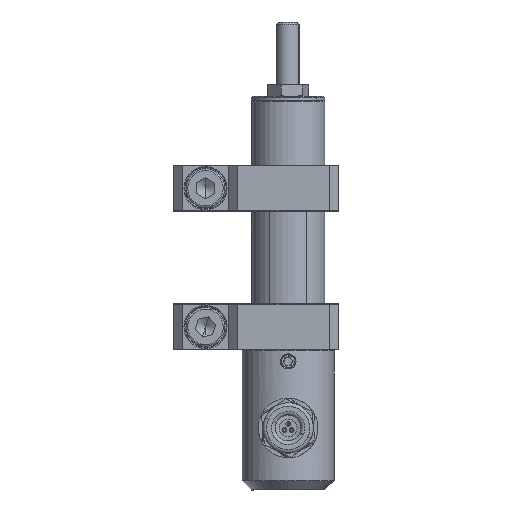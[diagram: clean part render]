
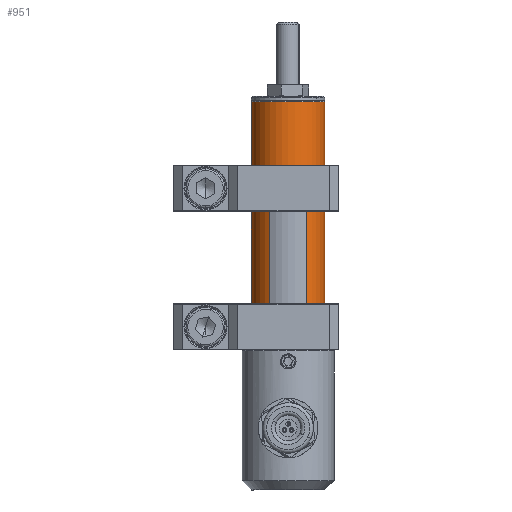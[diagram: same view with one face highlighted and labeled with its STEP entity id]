
A CAD part, front view. The second image highlights one B-rep face of the part: STEP entity #951.
In plain terms, the highlighted cylindrical face has radius 8 mm (diameter 16 mm), a partial arc.
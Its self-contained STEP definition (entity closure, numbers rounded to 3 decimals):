
#930 = ORIENTED_EDGE ( 'NONE', *, *, #952, .T. ) ;
#931 = VERTEX_POINT ( 'NONE', #6704 ) ;
#932 = VERTEX_POINT ( 'NONE', #6701 ) ;
#935 = EDGE_CURVE ( 'NONE', #932, #949, #6619, .T. ) ;
#936 = EDGE_CURVE ( 'NONE', #931, #1074, #6610, .T. ) ;
#949 = VERTEX_POINT ( 'NONE', #6480 ) ;
#951 = ADVANCED_FACE ( 'NONE', ( #6471 ), #6490, .T. ) ;
#952 = EDGE_CURVE ( 'NONE', #932, #931, #6500, .T. ) ;
#953 = EDGE_CURVE ( 'NONE', #1074, #949, #6469, .T. ) ;
#954 = ORIENTED_EDGE ( 'NONE', *, *, #935, .F. ) ;
#955 = ORIENTED_EDGE ( 'NONE', *, *, #936, .T. ) ;
#1070 = ORIENTED_EDGE ( 'NONE', *, *, #953, .T. ) ;
#1074 = VERTEX_POINT ( 'NONE', #2918 ) ;
#1077 = EDGE_LOOP ( 'NONE', ( #954, #930, #955, #1070 ) ) ;
#2918 = CARTESIAN_POINT ( 'NONE',  ( 8., 0., -0.15 ) ) ;
#6460 = AXIS2_PLACEMENT_3D ( 'NONE', #6756, #6466, #6751 ) ;
#6466 = DIRECTION ( 'NONE',  ( 0., 0., 1. ) ) ;
#6469 = CIRCLE ( 'NONE', #6781, 8. ) ;
#6471 = FACE_OUTER_BOUND ( 'NONE', #1077, .T. ) ;
#6480 = CARTESIAN_POINT ( 'NONE',  ( -8., 0., -0.15 ) ) ;
#6490 = CYLINDRICAL_SURFACE ( 'NONE', #6460, 8. ) ;
#6500 = CIRCLE ( 'NONE', #6746, 8. ) ;
#6607 = DIRECTION ( 'NONE',  ( 0., 0., 1. ) ) ;
#6608 = VECTOR ( 'NONE', #6607, 1000. ) ;
#6609 = CARTESIAN_POINT ( 'NONE',  ( 8., 0., -63.7 ) ) ;
#6610 = LINE ( 'NONE', #6609, #6608 ) ;
#6615 = DIRECTION ( 'NONE',  ( 0., 0., 1. ) ) ;
#6616 = VECTOR ( 'NONE', #6615, 1000. ) ;
#6618 = CARTESIAN_POINT ( 'NONE',  ( -8., 0., -63.7 ) ) ;
#6619 = LINE ( 'NONE', #6618, #6616 ) ;
#6650 = DIRECTION ( 'NONE',  ( 1., 0., 0. ) ) ;
#6701 = CARTESIAN_POINT ( 'NONE',  ( -8., 0., -54.5 ) ) ;
#6704 = CARTESIAN_POINT ( 'NONE',  ( 8., 0., -54.5 ) ) ;
#6739 = DIRECTION ( 'NONE',  ( 0., 0., -1. ) ) ;
#6744 = DIRECTION ( 'NONE',  ( -1., 0., 0. ) ) ;
#6746 = AXIS2_PLACEMENT_3D ( 'NONE', #6752, #6753, #6744 ) ;
#6750 = CARTESIAN_POINT ( 'NONE',  ( 0., 0., -0.15 ) ) ;
#6751 = DIRECTION ( 'NONE',  ( 1., 0., 0. ) ) ;
#6752 = CARTESIAN_POINT ( 'NONE',  ( 0., 0., -54.5 ) ) ;
#6753 = DIRECTION ( 'NONE',  ( 0., 0., 1. ) ) ;
#6756 = CARTESIAN_POINT ( 'NONE',  ( 0., 0., -63.7 ) ) ;
#6781 = AXIS2_PLACEMENT_3D ( 'NONE', #6750, #6739, #6650 ) ;
